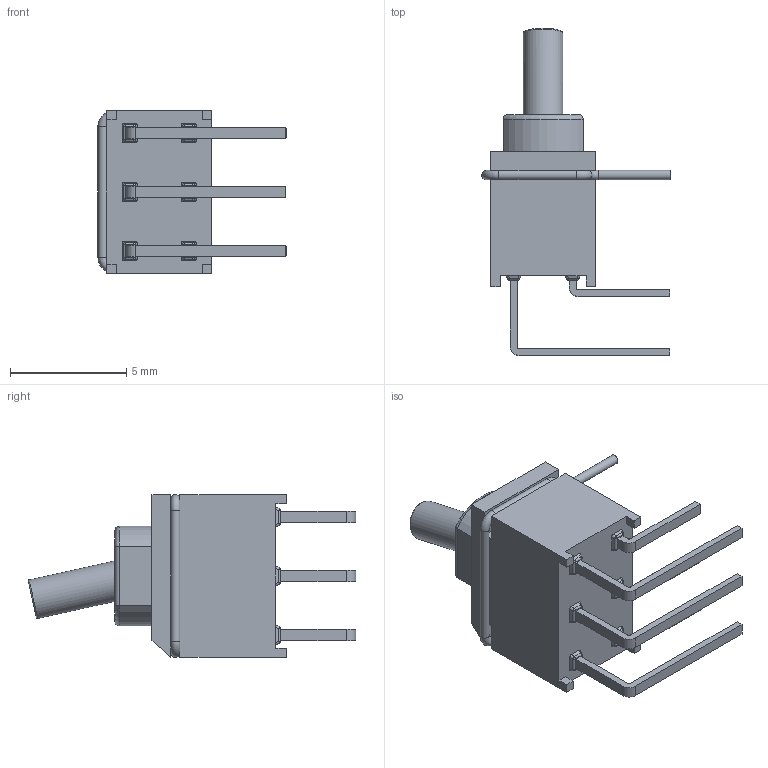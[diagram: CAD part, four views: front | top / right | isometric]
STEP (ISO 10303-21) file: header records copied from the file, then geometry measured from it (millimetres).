
FILE_DESCRIPTION((' '),'2;1');
FILE_NAME('200UDPxT1A1M6RE.stp','2017-07-26T10:27:43',(' '),(' '),' ','ACIS',' ');
FILE_SCHEMA(('CONFIG_CONTROL_DESIGN'));
Length unit declared in the file: inch
Products named in the file (1): 200UDPxT1A1M6RE.stp
Bounding box: 8.1 x 14.09 x 7 mm (x, y, z)
Surface area: 392.5 mm2 (no closed solid volume)
Topology: 0 solids, 1 shells, 231 faces, 569 edges, 343 vertices
Faces by surface type: plane 123, cylinder 73, sphere 24, torus 11
Full cylindrical faces by diameter (mm): 0.4 x5, 1.7 x1, 3 x1
Entity records: 6833 total; most frequent: DIRECTION 1194, CARTESIAN_POINT 1190, ORIENTED_EDGE 1114, EDGE_CURVE 559, AXIS2_PLACEMENT_3D 407, VECTOR 380, LINE 380, VERTEX_POINT 339
